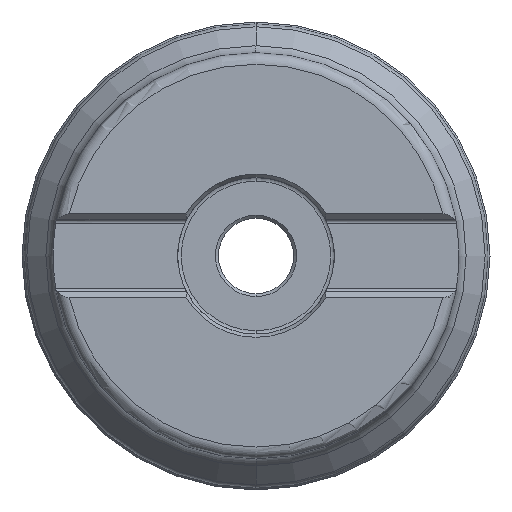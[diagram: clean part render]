
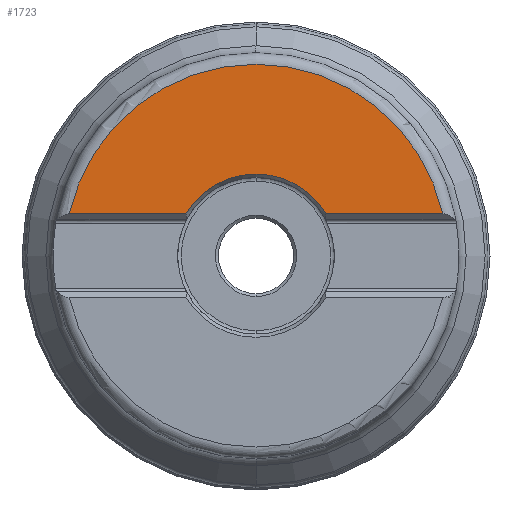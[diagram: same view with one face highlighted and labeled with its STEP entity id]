
A CAD part, top view. The second image highlights one B-rep face of the part: STEP entity #1723.
In plain terms, the highlighted face is planar.
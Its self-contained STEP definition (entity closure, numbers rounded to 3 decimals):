
#424=CARTESIAN_POINT('',(0.,0.,0.));
#425=DIRECTION('',(0.,1.,0.));
#426=DIRECTION('',(0.858,0.,-0.513));
#427=AXIS2_PLACEMENT_3D('',#424,#425,#426);
#454=DIRECTION('',(-1.,0.,0.));
#455=VECTOR('',#454,20.118);
#456=CARTESIAN_POINT('',(32.199,0.,-7.228));
#457=LINE('',#456,#455);
#461=DIRECTION('',(-1.,0.,0.));
#462=VECTOR('',#461,20.118);
#463=CARTESIAN_POINT('',(-12.08,0.,-7.228));
#464=LINE('',#463,#462);
#521=CARTESIAN_POINT('',(0.,0.,0.));
#522=DIRECTION('',(0.,-1.,0.));
#523=DIRECTION('',(-0.976,0.,-0.219));
#524=AXIS2_PLACEMENT_3D('',#521,#522,#523);
#1250=CARTESIAN_POINT('',(32.199,0.,-7.228));
#1251=CARTESIAN_POINT('',(12.08,0.,-7.228));
#1252=VERTEX_POINT('',#1250);
#1253=VERTEX_POINT('',#1251);
#1254=CARTESIAN_POINT('',(-12.08,0.,-7.228));
#1255=CARTESIAN_POINT('',(-32.199,0.,-7.228));
#1256=VERTEX_POINT('',#1254);
#1257=VERTEX_POINT('',#1255);
#1709=CARTESIAN_POINT('',(0.,0.,0.));
#1710=DIRECTION('',(0.,1.,0.));
#1711=DIRECTION('',(0.,0.,-1.));
#1712=AXIS2_PLACEMENT_3D('',#1709,#1710,#1711);
#1713=PLANE('',#1712);
#1715=ORIENTED_EDGE('',*,*,#1714,.F.);
#1717=ORIENTED_EDGE('',*,*,#1716,.F.);
#1719=ORIENTED_EDGE('',*,*,#1718,.F.);
#1720=ORIENTED_EDGE('',*,*,#1687,.F.);
#1721=EDGE_LOOP('',(#1715,#1717,#1719,#1720));
#1722=FACE_OUTER_BOUND('',#1721,.F.);
#1723=ADVANCED_FACE('',(#1722),#1713,.F.);
#428=CIRCLE('',#427,14.077);
#525=CIRCLE('',#524,33.);
#1687=EDGE_CURVE('',#1253,#1256,#428,.T.);
#1714=EDGE_CURVE('',#1252,#1253,#457,.T.);
#1716=EDGE_CURVE('',#1257,#1252,#525,.T.);
#1718=EDGE_CURVE('',#1256,#1257,#464,.T.);
